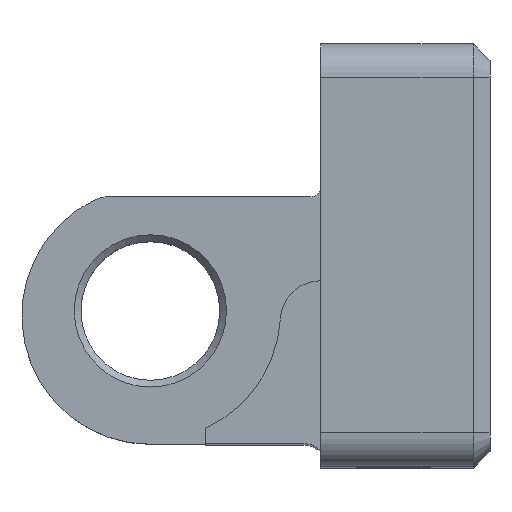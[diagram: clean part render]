
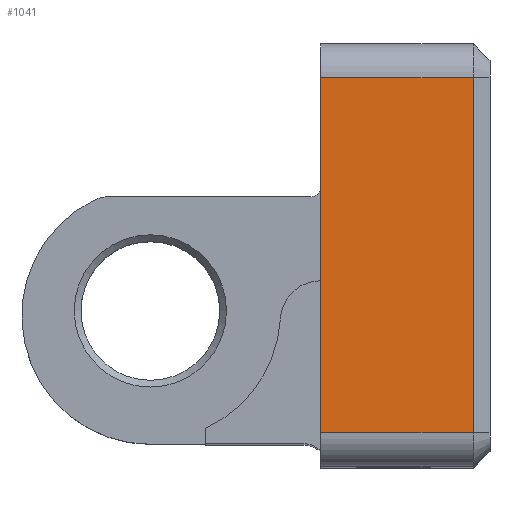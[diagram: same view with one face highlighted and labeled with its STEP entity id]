
A CAD part, top view. The second image highlights one B-rep face of the part: STEP entity #1041.
In plain terms, the highlighted planar face has unit normal (0, 0, 1).
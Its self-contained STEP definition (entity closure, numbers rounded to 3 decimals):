
#54=PLANE('',#1158);
#105=FACE_OUTER_BOUND('',#168,.T.);
#168=EDGE_LOOP('',(#927,#928,#929,#930));
#269=LINE('',#1762,#369);
#270=LINE('',#1765,#370);
#271=LINE('',#1767,#371);
#272=LINE('',#1768,#372);
#369=VECTOR('',#1452,10.);
#370=VECTOR('',#1455,10.);
#371=VECTOR('',#1456,10.);
#372=VECTOR('',#1457,10.);
#519=VERTEX_POINT('',#1758);
#520=VERTEX_POINT('',#1760);
#521=VERTEX_POINT('',#1764);
#522=VERTEX_POINT('',#1766);
#663=EDGE_CURVE('',#520,#519,#269,.T.);
#664=EDGE_CURVE('',#519,#521,#270,.T.);
#665=EDGE_CURVE('',#520,#522,#271,.T.);
#666=EDGE_CURVE('',#521,#522,#272,.T.);
#927=ORIENTED_EDGE('',*,*,#664,.F.);
#928=ORIENTED_EDGE('',*,*,#663,.F.);
#929=ORIENTED_EDGE('',*,*,#665,.T.);
#930=ORIENTED_EDGE('',*,*,#666,.F.);
#1041=ADVANCED_FACE('',(#105),#54,.T.);
#1158=AXIS2_PLACEMENT_3D('',#1763,#1453,#1454);
#1452=DIRECTION('',(1.,0.,0.));
#1453=DIRECTION('center_axis',(0.,0.,1.));
#1454=DIRECTION('ref_axis',(1.,0.,0.));
#1455=DIRECTION('',(0.,-1.,0.));
#1456=DIRECTION('',(0.,-1.,0.));
#1457=DIRECTION('',(-1.,0.,0.));
#1758=CARTESIAN_POINT('',(72.005,134.372,87.001));
#1760=CARTESIAN_POINT('',(67.505,134.372,87.001));
#1762=CARTESIAN_POINT('',(71.255,134.372,87.001));
#1763=CARTESIAN_POINT('Origin',(70.005,129.372,87.001));
#1764=CARTESIAN_POINT('',(72.005,123.872,87.001));
#1765=CARTESIAN_POINT('',(72.005,126.122,87.001));
#1766=CARTESIAN_POINT('',(67.505,123.872,87.001));
#1767=CARTESIAN_POINT('',(67.505,132.622,87.001));
#1768=CARTESIAN_POINT('',(70.097,123.872,87.001));
